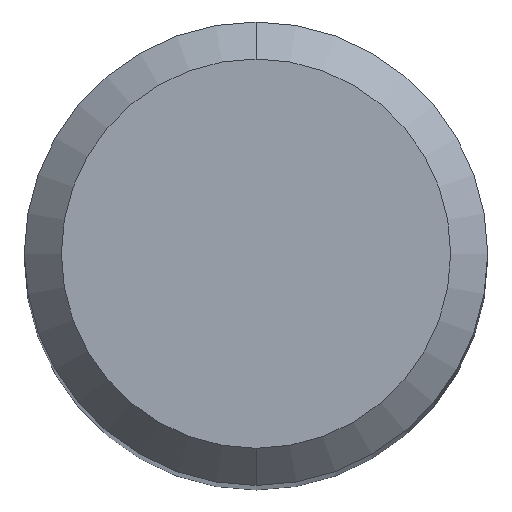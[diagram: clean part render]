
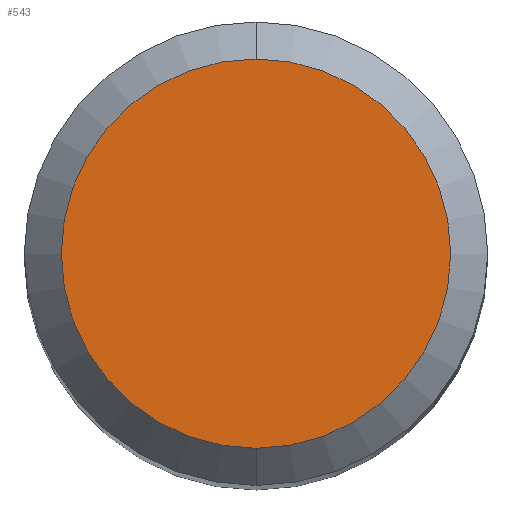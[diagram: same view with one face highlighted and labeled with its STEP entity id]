
A CAD part, top view. The second image highlights one B-rep face of the part: STEP entity #543.
In plain terms, the highlighted planar face has unit normal (0, 0, 1).
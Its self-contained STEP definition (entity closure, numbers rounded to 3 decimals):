
#349=VERTEX_POINT('',#752);
#509=EDGE_CURVE('',#349,#581,#928,.T.);
#543=ADVANCED_FACE('',(#966),#967,.T.);
#555=EDGE_CURVE('',#581,#349,#979,.T.);
#581=VERTEX_POINT('',#1008);
#752=CARTESIAN_POINT('',(0.,-2.1,0.0));
#928=CIRCLE('',#1590,2.1);
#966=FACE_OUTER_BOUND('',#1662,.T.);
#967=PLANE('',#1663);
#979=CIRCLE('',#1678,2.1);
#1008=CARTESIAN_POINT('',(0.0,2.1,0.0));
#1590=AXIS2_PLACEMENT_3D('',#2163,#2164,#2165);
#1662=EDGE_LOOP('',(#2205,#2206));
#1663=AXIS2_PLACEMENT_3D('',#2207,#2208,#2209);
#1678=AXIS2_PLACEMENT_3D('',#2211,#2212,#2213);
#2163=CARTESIAN_POINT('',(0.0,0.0,0.0));
#2164=DIRECTION('',(0.0,0.0,-1.0));
#2165=DIRECTION('',(0.0,1.0,0.0));
#2205=ORIENTED_EDGE('',*,*,#555,.F.);
#2206=ORIENTED_EDGE('',*,*,#509,.F.);
#2207=CARTESIAN_POINT('',(0.0,1.05,0.0));
#2208=DIRECTION('',(-0.0,0.0,1.0));
#2209=DIRECTION('',(0.0,-1.0,0.0));
#2211=CARTESIAN_POINT('',(0.0,0.0,0.0));
#2212=DIRECTION('',(0.0,0.0,-1.0));
#2213=DIRECTION('',(0.0,1.0,0.0));
